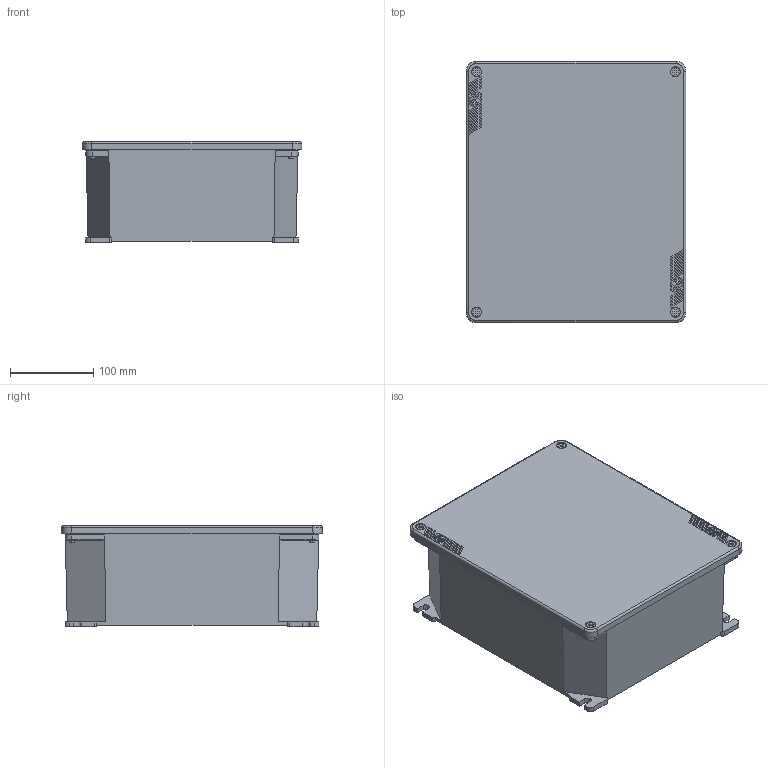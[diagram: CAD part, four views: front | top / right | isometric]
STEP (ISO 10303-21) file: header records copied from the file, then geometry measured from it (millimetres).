
FILE_DESCRIPTION(('Creo Elements/Direct Modeling STEP Export'),'2;1');
FILE_NAME('0ln7uvk4614dge72120','2016-12-02T 8:54:03',(''),(''),'PTC Creo Elements/Direct Modeling STEP processor for AP214 (Solid Model)','PTC Creo Elements/Direct Modeling 19.0E 27-Jun-2016 (C) Parametric Technology GmbH','');
FILE_SCHEMA(('AUTOMOTIVE_DESIGN { 1 0 10303 214 1 1 1 1 }'));
Length unit declared in the file: millimetre
Products named in the file (3): Box_APS_20; Cover_APS_20; APS_20
Assembly tree (2 placements, depth 2):
  APS_20
    Cover_APS_20
    Box_APS_20
Bounding box: 264 x 314 x 122.4 mm (x, y, z)
Volume: 929250.9 mm3; surface area: 572304.7 mm2
Topology: 2 solids, 2 shells, 507 faces, 1298 edges, 852 vertices
Faces by surface type: plane 394, cylinder 99, cone 10, bspline 4
Entity records: 15228 total; most frequent: CARTESIAN_POINT 3002, ORIENTED_EDGE 2596, DIRECTION 2341, EDGE_CURVE 1298, VECTOR 1055, LINE 1055, VERTEX_POINT 852, AXIS2_PLACEMENT_3D 643
